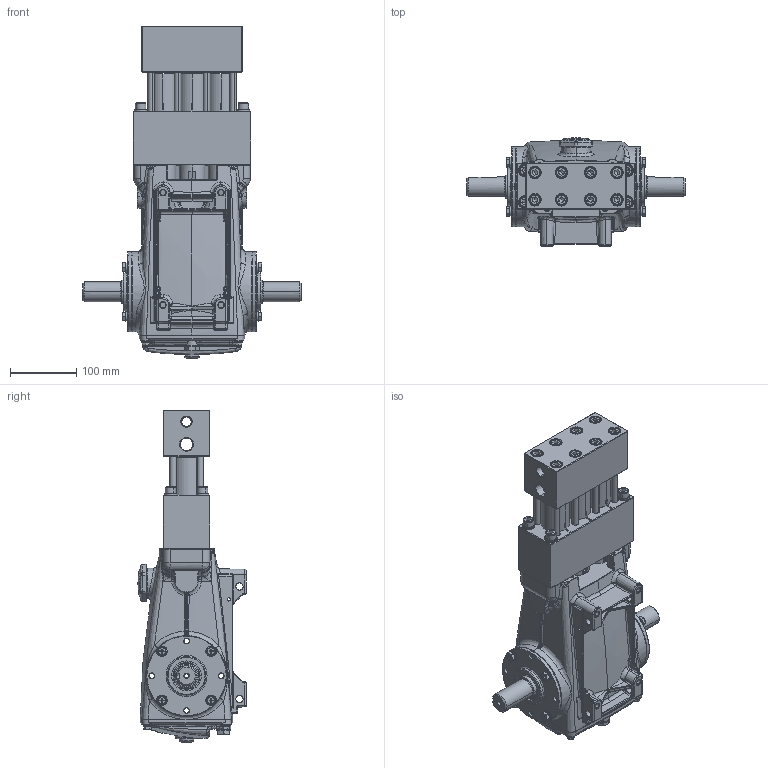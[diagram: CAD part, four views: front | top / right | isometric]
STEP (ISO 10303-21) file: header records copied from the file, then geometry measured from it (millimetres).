
FILE_DESCRIPTION (( 'STEP AP203' ), '1' );
FILE_NAME ('1810.STEP', '2025-11-04T19:16:12', ( '' ), ( '' ), 'SwSTEP 2.0', 'SolidWorks 2025', '' );
FILE_SCHEMA (( 'CONFIG_CONTROL_DESIGN' ));
Products named in the file (1): 1810
Bounding box: 330 x 163.49 x 501.68 mm (x, y, z)
Surface area: 504043.8 mm2 (no closed solid volume)
Topology: 0 solids, 110 shells, 1967 faces, 6255 edges, 4166 vertices
Faces by surface type: plane 681, cylinder 467, bspline 433, cone 248, torus 119, sphere 19
Entity records: 89406 total; most frequent: CARTESIAN_POINT 39192, ORIENTED_EDGE 10094, DIRECTION 9710, EDGE_CURVE 6185, VERTEX_POINT 4166, AXIS2_PLACEMENT_3D 3805, CIRCLE 2271, EDGE_LOOP 2237
